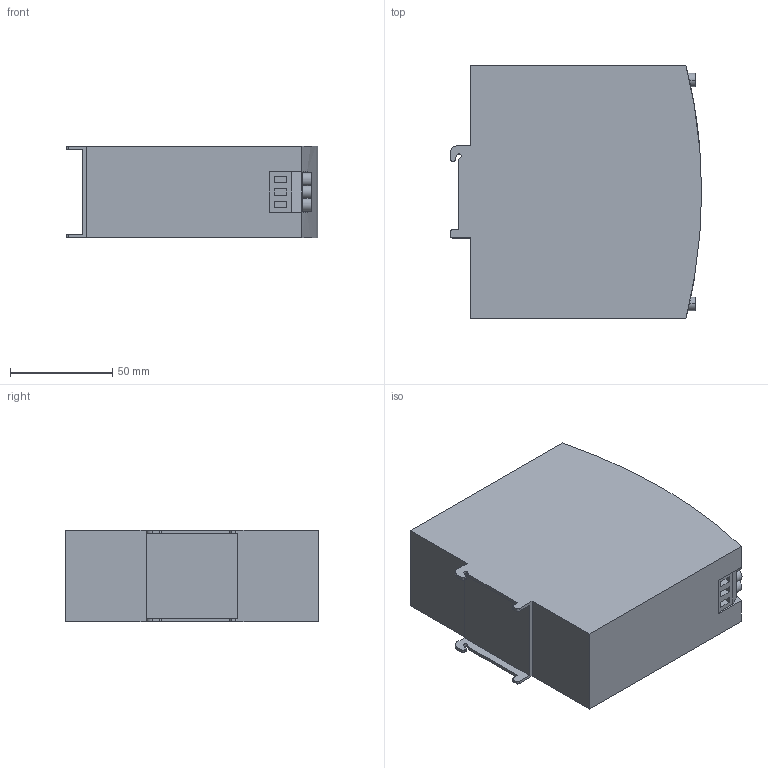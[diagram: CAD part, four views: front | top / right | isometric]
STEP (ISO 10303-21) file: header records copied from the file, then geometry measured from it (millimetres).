
FILE_DESCRIPTION (( 'STEP AP214' ), '1' );
FILE_NAME ('OPS-DC24-075B_Áëîê ïèòàíèÿ OPS 220Â AC_24Â DC 3,2À 75Âò ONI.STEP', '2020-04-30T07:29:25', ( '' ), ( '' ), 'SwSTEP 2.0', 'SolidWorks 2017', '' );
FILE_SCHEMA (( 'AUTOMOTIVE_DESIGN' ));
Length unit declared in the file: millimetre
Products named in the file (1): OPS-DC24-075B_Áëîê ïèòàíèÿ OPS 220Â AC_24Â DC 3,2À 75Âò ONI
Bounding box: 123 x 124 x 45 mm (x, y, z)
Volume: 619096.6 mm3; surface area: 52455.9 mm2
Topology: 2 solids, 2 shells, 301 faces, 804 edges, 536 vertices
Faces by surface type: plane 229, cylinder 68, bspline 4
Entity records: 9937 total; most frequent: CARTESIAN_POINT 2296, ORIENTED_EDGE 1608, DIRECTION 1498, EDGE_CURVE 804, LINE 642, VECTOR 642, VERTEX_POINT 536, AXIS2_PLACEMENT_3D 428
